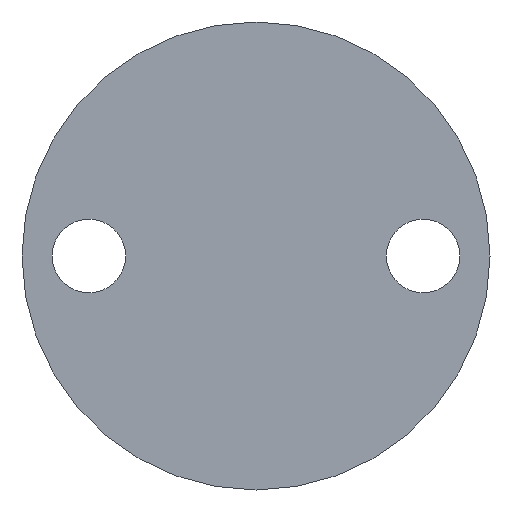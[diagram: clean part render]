
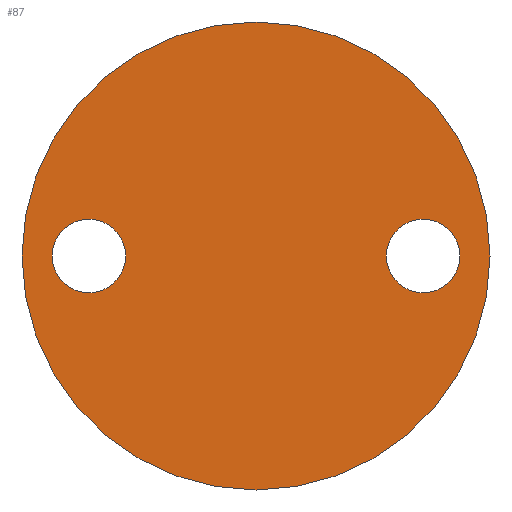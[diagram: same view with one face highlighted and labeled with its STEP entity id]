
A CAD part, front view. The second image highlights one B-rep face of the part: STEP entity #87.
In plain terms, the highlighted planar face has unit normal (0, -1, 0).
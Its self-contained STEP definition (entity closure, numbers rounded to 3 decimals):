
#17=FACE_BOUND('',#33,.T.);
#18=FACE_BOUND('',#34,.T.);
#20=PLANE('',#121);
#25=FACE_OUTER_BOUND('',#32,.T.);
#32=EDGE_LOOP('',(#77));
#33=EDGE_LOOP('',(#78));
#34=EDGE_LOOP('',(#79));
#42=CIRCLE('',#113,5.5);
#44=CIRCLE('',#116,5.5);
#46=CIRCLE('',#119,35.);
#48=VERTEX_POINT('',#153);
#50=VERTEX_POINT('',#159);
#52=VERTEX_POINT('',#165);
#55=EDGE_CURVE('',#48,#48,#42,.T.);
#58=EDGE_CURVE('',#50,#50,#44,.T.);
#61=EDGE_CURVE('',#52,#52,#46,.T.);
#77=ORIENTED_EDGE('',*,*,#61,.F.);
#78=ORIENTED_EDGE('',*,*,#58,.F.);
#79=ORIENTED_EDGE('',*,*,#55,.F.);
#87=ADVANCED_FACE('',(#25,#17,#18),#20,.F.);
#113=AXIS2_PLACEMENT_3D('',#155,#129,#130);
#116=AXIS2_PLACEMENT_3D('',#161,#136,#137);
#119=AXIS2_PLACEMENT_3D('',#167,#143,#144);
#121=AXIS2_PLACEMENT_3D('',#169,#147,#148);
#129=DIRECTION('center_axis',(0.,-1.,0.));
#130=DIRECTION('ref_axis',(1.,0.,0.));
#136=DIRECTION('center_axis',(0.,-1.,0.));
#137=DIRECTION('ref_axis',(1.,0.,0.));
#143=DIRECTION('center_axis',(0.,1.,0.));
#144=DIRECTION('ref_axis',(-1.,0.,0.));
#147=DIRECTION('center_axis',(0.,1.,0.));
#148=DIRECTION('ref_axis',(0.,0.,1.));
#153=CARTESIAN_POINT('',(-30.5,0.,0.));
#155=CARTESIAN_POINT('Origin',(-25.,0.,0.));
#159=CARTESIAN_POINT('',(19.5,0.,0.));
#161=CARTESIAN_POINT('Origin',(25.,0.,0.));
#165=CARTESIAN_POINT('',(35.,0.,0.));
#167=CARTESIAN_POINT('Origin',(0.,0.,0.));
#169=CARTESIAN_POINT('Origin',(0.,0.,0.));
